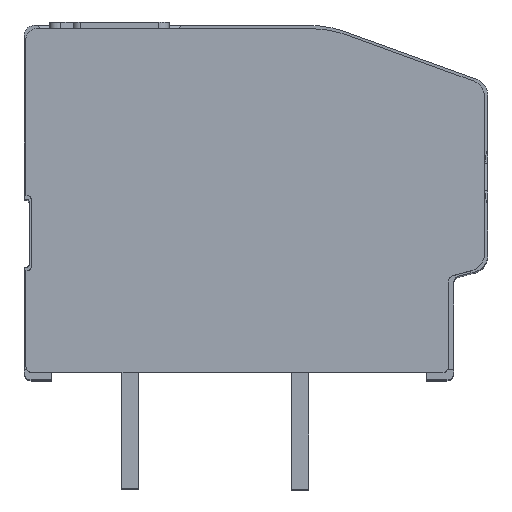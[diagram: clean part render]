
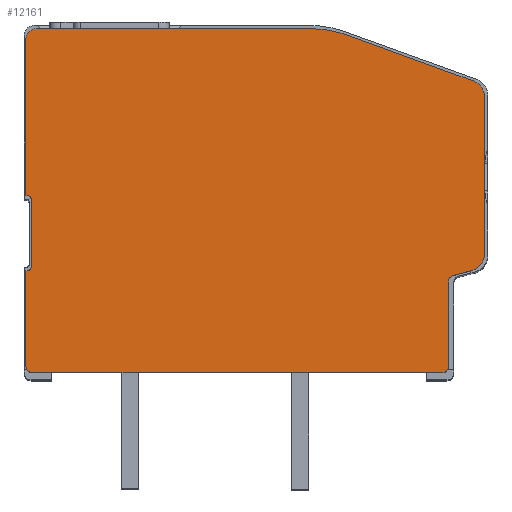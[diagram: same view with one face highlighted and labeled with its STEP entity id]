
A CAD part, top view. The second image highlights one B-rep face of the part: STEP entity #12161.
In plain terms, the highlighted planar face has unit normal (0, 0, 1).
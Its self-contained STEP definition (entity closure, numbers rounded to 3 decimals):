
#163=PLANE('',#12865);
#966=LINE('',#17429,#1954);
#968=LINE('',#17433,#1956);
#971=LINE('',#17441,#1959);
#974=LINE('',#17449,#1962);
#976=LINE('',#17453,#1964);
#979=LINE('',#17461,#1967);
#982=LINE('',#17469,#1970);
#985=LINE('',#17477,#1973);
#988=LINE('',#17485,#1976);
#991=LINE('',#17493,#1979);
#994=LINE('',#17500,#1982);
#1954=VECTOR('',#14588,1000.);
#1956=VECTOR('',#14592,1000.);
#1959=VECTOR('',#14601,1000.);
#1962=VECTOR('',#14610,1000.);
#1964=VECTOR('',#14614,1000.);
#1967=VECTOR('',#14623,1000.);
#1970=VECTOR('',#14632,1000.);
#1973=VECTOR('',#14641,1000.);
#1976=VECTOR('',#14650,1000.);
#1979=VECTOR('',#14659,1000.);
#1982=VECTOR('',#14668,1000.);
#3557=ORIENTED_EDGE('',*,*,#5726,.T.);
#3558=ORIENTED_EDGE('',*,*,#5729,.T.);
#3559=ORIENTED_EDGE('',*,*,#5731,.T.);
#3560=ORIENTED_EDGE('',*,*,#5733,.F.);
#3561=ORIENTED_EDGE('',*,*,#5735,.T.);
#3562=ORIENTED_EDGE('',*,*,#5737,.F.);
#3563=ORIENTED_EDGE('',*,*,#5739,.T.);
#3564=ORIENTED_EDGE('',*,*,#5741,.T.);
#3565=ORIENTED_EDGE('',*,*,#5743,.T.);
#3566=ORIENTED_EDGE('',*,*,#5745,.T.);
#3567=ORIENTED_EDGE('',*,*,#5747,.T.);
#3568=ORIENTED_EDGE('',*,*,#5749,.T.);
#3569=ORIENTED_EDGE('',*,*,#5751,.F.);
#3570=ORIENTED_EDGE('',*,*,#5753,.T.);
#3571=ORIENTED_EDGE('',*,*,#5755,.T.);
#3572=ORIENTED_EDGE('',*,*,#5757,.T.);
#3573=ORIENTED_EDGE('',*,*,#5759,.T.);
#3574=ORIENTED_EDGE('',*,*,#5761,.T.);
#3575=ORIENTED_EDGE('',*,*,#5763,.T.);
#3576=ORIENTED_EDGE('',*,*,#5765,.T.);
#5726=EDGE_CURVE('',#6847,#6846,#7268,.T.);
#5729=EDGE_CURVE('',#6846,#6848,#966,.T.);
#5731=EDGE_CURVE('',#6848,#6849,#968,.T.);
#5733=EDGE_CURVE('',#6850,#6849,#7269,.T.);
#5735=EDGE_CURVE('',#6850,#6851,#971,.T.);
#5737=EDGE_CURVE('',#6852,#6851,#7270,.T.);
#5739=EDGE_CURVE('',#6852,#6853,#974,.T.);
#5741=EDGE_CURVE('',#6853,#6854,#976,.T.);
#5743=EDGE_CURVE('',#6854,#6855,#7271,.T.);
#5745=EDGE_CURVE('',#6855,#6856,#979,.T.);
#5747=EDGE_CURVE('',#6856,#6857,#7272,.T.);
#5749=EDGE_CURVE('',#6857,#6858,#982,.T.);
#5751=EDGE_CURVE('',#6859,#6858,#7273,.T.);
#5753=EDGE_CURVE('',#6859,#6860,#985,.T.);
#5755=EDGE_CURVE('',#6860,#6861,#7274,.T.);
#5757=EDGE_CURVE('',#6861,#6862,#988,.T.);
#5759=EDGE_CURVE('',#6862,#6863,#7275,.T.);
#5761=EDGE_CURVE('',#6863,#6864,#991,.T.);
#5763=EDGE_CURVE('',#6864,#6865,#7276,.T.);
#5765=EDGE_CURVE('',#6865,#6847,#994,.T.);
#6846=VERTEX_POINT('',#17422);
#6847=VERTEX_POINT('',#17424);
#6848=VERTEX_POINT('',#17428);
#6849=VERTEX_POINT('',#17432);
#6850=VERTEX_POINT('',#17436);
#6851=VERTEX_POINT('',#17440);
#6852=VERTEX_POINT('',#17444);
#6853=VERTEX_POINT('',#17448);
#6854=VERTEX_POINT('',#17452);
#6855=VERTEX_POINT('',#17456);
#6856=VERTEX_POINT('',#17460);
#6857=VERTEX_POINT('',#17464);
#6858=VERTEX_POINT('',#17468);
#6859=VERTEX_POINT('',#17472);
#6860=VERTEX_POINT('',#17476);
#6861=VERTEX_POINT('',#17480);
#6862=VERTEX_POINT('',#17484);
#6863=VERTEX_POINT('',#17488);
#6864=VERTEX_POINT('',#17492);
#6865=VERTEX_POINT('',#17496);
#7268=CIRCLE('',#12837,0.3);
#7269=CIRCLE('',#12841,0.1);
#7270=CIRCLE('',#12844,0.1);
#7271=CIRCLE('',#12848,0.2);
#7272=CIRCLE('',#12851,0.2);
#7273=CIRCLE('',#12854,0.2);
#7274=CIRCLE('',#12857,0.5);
#7275=CIRCLE('',#12860,0.5);
#7276=CIRCLE('',#12863,3.);
#7574=EDGE_LOOP('',(#3557,#3558,#3559,#3560,#3561,#3562,#3563,#3564,#3565,
#3566,#3567,#3568,#3569,#3570,#3571,#3572,#3573,#3574,#3575,#3576));
#8103=FACE_BOUND('',#7574,.T.);
#12161=ADVANCED_FACE('',(#8103),#163,.T.);
#12837=AXIS2_PLACEMENT_3D('',#17423,#14582,#14583);
#12841=AXIS2_PLACEMENT_3D('',#17437,#14596,#14597);
#12844=AXIS2_PLACEMENT_3D('',#17445,#14605,#14606);
#12848=AXIS2_PLACEMENT_3D('',#17457,#14618,#14619);
#12851=AXIS2_PLACEMENT_3D('',#17465,#14627,#14628);
#12854=AXIS2_PLACEMENT_3D('',#17473,#14636,#14637);
#12857=AXIS2_PLACEMENT_3D('',#17481,#14645,#14646);
#12860=AXIS2_PLACEMENT_3D('',#17489,#14654,#14655);
#12863=AXIS2_PLACEMENT_3D('',#17497,#14663,#14664);
#12865=AXIS2_PLACEMENT_3D('',#17501,#14669,#14670);
#14582=DIRECTION('',(0.,0.,1.));
#14583=DIRECTION('',(1.,0.,0.));
#14588=DIRECTION('',(0.,-1.,0.));
#14592=DIRECTION('',(1.,0.,0.));
#14596=DIRECTION('',(0.,0.,1.));
#14597=DIRECTION('',(1.,0.,0.));
#14601=DIRECTION('',(0.,-1.,0.));
#14605=DIRECTION('',(0.,0.,1.));
#14606=DIRECTION('',(1.,0.,0.));
#14610=DIRECTION('',(-1.,0.,0.));
#14614=DIRECTION('',(0.,-1.,0.));
#14618=DIRECTION('',(0.,0.,1.));
#14619=DIRECTION('',(1.,0.,0.));
#14623=DIRECTION('',(1.,0.,0.));
#14627=DIRECTION('',(0.,0.,1.));
#14628=DIRECTION('',(1.,0.,0.));
#14632=DIRECTION('',(0.,1.,0.));
#14636=DIRECTION('',(0.,0.,1.));
#14637=DIRECTION('',(1.,0.,0.));
#14641=DIRECTION('',(0.966,0.259,0.));
#14645=DIRECTION('',(0.,0.,1.));
#14646=DIRECTION('',(1.,0.,0.));
#14650=DIRECTION('',(0.,1.,0.));
#14654=DIRECTION('',(0.,0.,1.));
#14655=DIRECTION('',(1.,0.,0.));
#14659=DIRECTION('',(-0.94,0.341,0.));
#14663=DIRECTION('',(0.,0.,1.));
#14664=DIRECTION('',(1.,0.,0.));
#14668=DIRECTION('',(-1.,0.,0.));
#14669=DIRECTION('',(0.,0.,1.));
#14670=DIRECTION('',(1.,0.,0.));
#17422=CARTESIAN_POINT('',(-8.05,10.,22.5));
#17423=CARTESIAN_POINT('',(-7.75,10.,22.5));
#17424=CARTESIAN_POINT('',(-7.75,10.3,22.5));
#17428=CARTESIAN_POINT('',(-8.05,5.4,22.5));
#17429=CARTESIAN_POINT('',(-8.05,10.,22.5));
#17432=CARTESIAN_POINT('',(-8.,5.4,22.5));
#17433=CARTESIAN_POINT('',(-8.05,5.4,22.5));
#17436=CARTESIAN_POINT('',(-7.9,5.3,22.5));
#17437=CARTESIAN_POINT('',(-8.,5.3,22.5));
#17440=CARTESIAN_POINT('',(-7.9,3.3,22.5));
#17441=CARTESIAN_POINT('',(-7.9,5.3,22.5));
#17444=CARTESIAN_POINT('',(-8.,3.2,22.5));
#17445=CARTESIAN_POINT('',(-8.,3.3,22.5));
#17448=CARTESIAN_POINT('',(-8.05,3.2,22.5));
#17449=CARTESIAN_POINT('',(-8.,3.2,22.5));
#17452=CARTESIAN_POINT('',(-8.05,0.4,22.5));
#17453=CARTESIAN_POINT('',(-8.05,3.2,22.5));
#17456=CARTESIAN_POINT('',(-7.85,0.2,22.5));
#17457=CARTESIAN_POINT('',(-7.85,0.4,22.5));
#17460=CARTESIAN_POINT('',(4.15,0.2,22.5));
#17461=CARTESIAN_POINT('',(-7.85,0.2,22.5));
#17464=CARTESIAN_POINT('',(4.35,0.4,22.5));
#17465=CARTESIAN_POINT('',(4.15,0.4,22.5));
#17468=CARTESIAN_POINT('',(4.35,2.865,22.5));
#17469=CARTESIAN_POINT('',(4.35,0.4,22.5));
#17472=CARTESIAN_POINT('',(4.498,3.058,22.5));
#17473=CARTESIAN_POINT('',(4.55,2.865,22.5));
#17476=CARTESIAN_POINT('',(5.029,3.201,22.5));
#17477=CARTESIAN_POINT('',(4.498,3.058,22.5));
#17480=CARTESIAN_POINT('',(5.4,3.684,22.5));
#17481=CARTESIAN_POINT('',(4.9,3.684,22.5));
#17484=CARTESIAN_POINT('',(5.4,8.299,22.5));
#17485=CARTESIAN_POINT('',(5.4,3.684,22.5));
#17488=CARTESIAN_POINT('',(5.07,8.77,22.5));
#17489=CARTESIAN_POINT('',(4.9,8.299,22.5));
#17492=CARTESIAN_POINT('',(1.346,10.12,22.5));
#17493=CARTESIAN_POINT('',(5.07,8.77,22.5));
#17496=CARTESIAN_POINT('',(0.323,10.3,22.5));
#17497=CARTESIAN_POINT('',(0.323,7.3,22.5));
#17500=CARTESIAN_POINT('',(0.323,10.3,22.5));
#17501=CARTESIAN_POINT('',(-7.75,10.,22.5));
